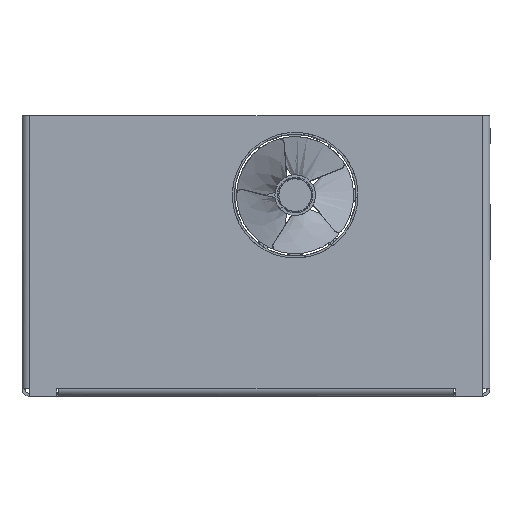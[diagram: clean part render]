
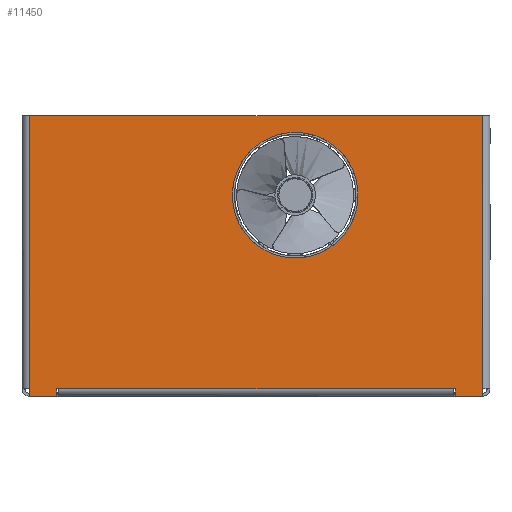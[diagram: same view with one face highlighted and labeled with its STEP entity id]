
A CAD part, front view. The second image highlights one B-rep face of the part: STEP entity #11450.
In plain terms, the highlighted free-form (B-spline) face has degree [1, 1] with [2, 2] control points.
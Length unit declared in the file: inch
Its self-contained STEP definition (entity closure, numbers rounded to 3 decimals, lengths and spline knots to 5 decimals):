
#8074=CARTESIAN_POINT('V62',(1.91927,0.31458,
   -3.04197));
#8075=VERTEX_POINT('V62',#8074);
#8081=CARTESIAN_POINT('E70',(1.91927,0.31458,
   -3.04197));
#8082=CARTESIAN_POINT('E70',(4.24363,0.31458,
   -3.04197));
#8083=CARTESIAN_POINT('E70',(3.08145,0.31458,
   -1.02901));
#8084=CARTESIAN_POINT('E70',(1.91927,0.31458,
   0.98394));
#8085=CARTESIAN_POINT('E70',(0.75709,0.31458,
   -1.02901));
#8086=CARTESIAN_POINT('E70',(-0.40509,0.31458,
   -3.04197));
#8087=CARTESIAN_POINT('E70',(1.91927,0.31458,
   -3.04197));
#8095=(BOUNDED_CURVE()B_SPLINE_CURVE(2,(#8081,#8082,#8083,#8084,
   #8085,#8086,#8087),.CIRCULAR_ARC.,.T.,.U.)
   B_SPLINE_CURVE_WITH_KNOTS((3,2,2,3),(0.0,0.33333,
   0.66667,1.0),.UNSPECIFIED.)CURVE()
   GEOMETRIC_REPRESENTATION_ITEM()RATIONAL_B_SPLINE_CURVE((1.0,
   0.5,1.0,0.5,1.0,0.5,1.0)
   )REPRESENTATION_ITEM('E70'));
#8096=EDGE_CURVE('E70',#8075,#8075,#8095,.T.);
#8667=CARTESIAN_POINT('V47',(5.29631,0.31458,
   -5.83563));
#8668=VERTEX_POINT('V47',#8667);
#8669=CARTESIAN_POINT('V48',(5.29631,0.31458,
   -5.8375));
#8670=VERTEX_POINT('V48',#8669);
#8671=CARTESIAN_POINT('E55',(5.29631,0.31458,
   -5.83563));
#8672=CARTESIAN_POINT('E55',(5.29631,0.31458,
   -5.8375));
#8673=QUASI_UNIFORM_CURVE('E55',1,(#8671,#8672),.POLYLINE_FORM.,.F.,
   .U.);
#8674=EDGE_CURVE('E55',#8668,#8670,#8673,.T.);
#10115=CARTESIAN_POINT('V49',(-3.13278,0.31458,
   -5.8375));
#10116=VERTEX_POINT('V49',#10115);
#10130=CARTESIAN_POINT('E56',(5.29631,0.31458,
   -5.8375));
#10131=CARTESIAN_POINT('E56',(-3.13278,0.31458,
   -5.8375));
#10132=QUASI_UNIFORM_CURVE('E56',1,(#10130,#10131),.POLYLINE_FORM.,
   .F.,.U.);
#10133=EDGE_CURVE('E56',#8670,#10116,#10132,.T.);
#10161=CARTESIAN_POINT('V50',(-3.13278,0.31458,
   -5.83563));
#10162=VERTEX_POINT('V50',#10161);
#10163=CARTESIAN_POINT('E57',(-3.13278,0.31458,
   -5.8375));
#10164=CARTESIAN_POINT('E57',(-3.13278,0.31458,
   -5.83563));
#10165=QUASI_UNIFORM_CURVE('E57',1,(#10163,#10164),.POLYLINE_FORM.,
   .F.,.U.);
#10166=EDGE_CURVE('E57',#10116,#10162,#10165,.T.);
#10189=CARTESIAN_POINT('V51',(-3.17602,0.31458,
   -5.83563));
#10190=VERTEX_POINT('V51',#10189);
#10191=CARTESIAN_POINT('E58',(-3.13278,0.31458,
   -5.83563));
#10192=CARTESIAN_POINT('E58',(-3.17602,0.31458,
   -5.83563));
#10193=QUASI_UNIFORM_CURVE('E58',1,(#10191,#10192),.POLYLINE_FORM.,
   .F.,.U.);
#10194=EDGE_CURVE('E58',#10162,#10190,#10193,.T.);
#10217=CARTESIAN_POINT('V52',(-3.17602,0.31458,
   -6.));
#10218=VERTEX_POINT('V52',#10217);
#10219=CARTESIAN_POINT('E59',(-3.17602,0.31458,
   -5.83563));
#10220=CARTESIAN_POINT('E59',(-3.17602,0.31458,
   -6.));
#10221=QUASI_UNIFORM_CURVE('E59',1,(#10219,#10220),.POLYLINE_FORM.,
   .F.,.U.);
#10222=EDGE_CURVE('E59',#10190,#10218,#10221,.T.);
#10245=CARTESIAN_POINT('V53',(-3.75465,0.31458,
   -6.));
#10246=VERTEX_POINT('V53',#10245);
#10247=CARTESIAN_POINT('E60',(-3.17602,0.31458,
   -6.));
#10248=CARTESIAN_POINT('E60',(-3.75465,0.31458,
   -6.));
#10249=QUASI_UNIFORM_CURVE('E60',1,(#10247,#10248),.POLYLINE_FORM.,
   .F.,.U.);
#10250=EDGE_CURVE('E60',#10218,#10246,#10249,.T.);
#10273=CARTESIAN_POINT('V54',(-3.75465,0.31458,
   -5.83642));
#10274=VERTEX_POINT('V54',#10273);
#10275=CARTESIAN_POINT('E61',(-3.75465,0.31458,
   -6.));
#10276=CARTESIAN_POINT('E61',(-3.75465,0.31458,
   -5.83642));
#10277=QUASI_UNIFORM_CURVE('E61',1,(#10275,#10276),.POLYLINE_FORM.,
   .F.,.U.);
#10278=EDGE_CURVE('E61',#10246,#10274,#10277,.T.);
#10301=CARTESIAN_POINT('V55',(-3.75573,0.31458,
   -5.83642));
#10302=VERTEX_POINT('V55',#10301);
#10303=CARTESIAN_POINT('E62',(-3.75465,0.31458,
   -5.83642));
#10304=CARTESIAN_POINT('E62',(-3.75573,0.31458,
   -5.83642));
#10305=QUASI_UNIFORM_CURVE('E62',1,(#10303,#10304),.POLYLINE_FORM.,
   .F.,.U.);
#10306=EDGE_CURVE('E62',#10274,#10302,#10305,.T.);
#10653=CARTESIAN_POINT('V56',(-3.75573,0.31458,
   0.0));
#10654=VERTEX_POINT('V56',#10653);
#10655=CARTESIAN_POINT('V57',(5.91927,0.31458,
   0.0));
#10656=VERTEX_POINT('V57',#10655);
#10657=CARTESIAN_POINT('E64',(-3.75573,0.31458,
   0.0));
#10658=CARTESIAN_POINT('E64',(5.91927,0.31458,
   0.0));
#10659=QUASI_UNIFORM_CURVE('E64',1,(#10657,#10658),.POLYLINE_FORM.,
   .F.,.U.);
#10660=EDGE_CURVE('E64',#10654,#10656,#10659,.T.);
#11263=CARTESIAN_POINT('V58',(5.91927,0.31458,
   -5.83642));
#11264=VERTEX_POINT('V58',#11263);
#11278=CARTESIAN_POINT('E65',(5.91927,0.31458,
   0.0));
#11279=CARTESIAN_POINT('E65',(5.91927,0.31458,
   -5.83642));
#11280=QUASI_UNIFORM_CURVE('E65',1,(#11278,#11279),.POLYLINE_FORM.,
   .F.,.U.);
#11281=EDGE_CURVE('E65',#10656,#11264,#11280,.T.);
#11309=CARTESIAN_POINT('V59',(5.91818,0.31458,
   -5.83642));
#11310=VERTEX_POINT('V59',#11309);
#11311=CARTESIAN_POINT('E66',(5.91927,0.31458,
   -5.83642));
#11312=CARTESIAN_POINT('E66',(5.91818,0.31458,
   -5.83642));
#11313=QUASI_UNIFORM_CURVE('E66',1,(#11311,#11312),.POLYLINE_FORM.,
   .F.,.U.);
#11314=EDGE_CURVE('E66',#11264,#11310,#11313,.T.);
#11337=CARTESIAN_POINT('V60',(5.91818,0.31458,
   -6.));
#11338=VERTEX_POINT('V60',#11337);
#11339=CARTESIAN_POINT('E67',(5.91818,0.31458,
   -5.83642));
#11340=CARTESIAN_POINT('E67',(5.91818,0.31458,
   -6.));
#11341=QUASI_UNIFORM_CURVE('E67',1,(#11339,#11340),.POLYLINE_FORM.,
   .F.,.U.);
#11342=EDGE_CURVE('E67',#11310,#11338,#11341,.T.);
#11365=CARTESIAN_POINT('V61',(5.33956,0.31458,
   -6.));
#11366=VERTEX_POINT('V61',#11365);
#11367=CARTESIAN_POINT('E68',(5.91818,0.31458,
   -6.));
#11368=CARTESIAN_POINT('E68',(5.33956,0.31458,
   -6.));
#11369=QUASI_UNIFORM_CURVE('E68',1,(#11367,#11368),.POLYLINE_FORM.,
   .F.,.U.);
#11370=EDGE_CURVE('E68',#11338,#11366,#11369,.T.);
#11393=CARTESIAN_POINT('V46',(5.33956,0.31458,
   -5.83563));
#11394=VERTEX_POINT('V46',#11393);
#11395=CARTESIAN_POINT('E69',(5.33956,0.31458,
   -6.));
#11396=CARTESIAN_POINT('E69',(5.33956,0.31458,
   -5.83563));
#11397=QUASI_UNIFORM_CURVE('E69',1,(#11395,#11396),.POLYLINE_FORM.,
   .F.,.U.);
#11398=EDGE_CURVE('E69',#11366,#11394,#11397,.T.);
#11416=CARTESIAN_POINT('F12',(5.92045,0.31458,
   0.00118));
#11417=CARTESIAN_POINT('F12',(5.92045,0.31458,
   -6.00118));
#11418=CARTESIAN_POINT('F12',(-3.75691,0.31458,
   0.00118));
#11419=CARTESIAN_POINT('F12',(-3.75691,0.31458,
   -6.00118));
#11420=QUASI_UNIFORM_SURFACE('F12',1,1,((#11416,#11418),(#11417,
   #11419)),.PLANE_SURF.,.F.,.F.,.U.);
#11421=CARTESIAN_POINT('E54',(5.33956,0.31458,
   -5.83563));
#11422=CARTESIAN_POINT('E54',(5.29631,0.31458,
   -5.83563));
#11423=QUASI_UNIFORM_CURVE('E54',1,(#11421,#11422),.POLYLINE_FORM.,
   .F.,.U.);
#11424=EDGE_CURVE('E54',#11394,#8668,#11423,.T.);
#11425=ORIENTED_EDGE('E54',*,*,#11424,.T.);
#11426=ORIENTED_EDGE('E55',*,*,#8674,.T.);
#11427=ORIENTED_EDGE('E56',*,*,#10133,.T.);
#11428=ORIENTED_EDGE('E57',*,*,#10166,.T.);
#11429=ORIENTED_EDGE('E58',*,*,#10194,.T.);
#11430=ORIENTED_EDGE('E59',*,*,#10222,.T.);
#11431=ORIENTED_EDGE('E60',*,*,#10250,.T.);
#11432=ORIENTED_EDGE('E61',*,*,#10278,.T.);
#11433=ORIENTED_EDGE('E62',*,*,#10306,.T.);
#11434=CARTESIAN_POINT('E63',(-3.75573,0.31458,
   -5.83642));
#11435=CARTESIAN_POINT('E63',(-3.75573,0.31458,
   0.0));
#11436=QUASI_UNIFORM_CURVE('E63',1,(#11434,#11435),.POLYLINE_FORM.,
   .F.,.U.);
#11437=EDGE_CURVE('E63',#10302,#10654,#11436,.T.);
#11438=ORIENTED_EDGE('E63',*,*,#11437,.T.);
#11439=ORIENTED_EDGE('E64',*,*,#10660,.T.);
#11440=ORIENTED_EDGE('E65',*,*,#11281,.T.);
#11441=ORIENTED_EDGE('E66',*,*,#11314,.T.);
#11442=ORIENTED_EDGE('E67',*,*,#11342,.T.);
#11443=ORIENTED_EDGE('E68',*,*,#11370,.T.);
#11444=ORIENTED_EDGE('E69',*,*,#11398,.T.);
#11445=EDGE_LOOP('F12',(#11425,#11426,#11427,#11428,#11429,#11430,
   #11431,#11432,#11433,#11438,#11439,#11440,#11441,#11442,#11443,
   #11444));
#11446=FACE_OUTER_BOUND('F12',#11445,.F.);
#11447=ORIENTED_EDGE('E70',*,*,#8096,.T.);
#11448=EDGE_LOOP('F12',(#11447));
#11449=FACE_BOUND('F12',#11448,.F.);
#11450=ADVANCED_FACE('F12',(#11446,#11449),#11420,.F.);
